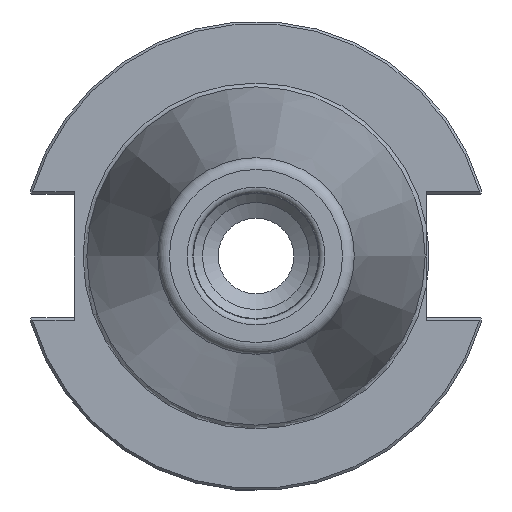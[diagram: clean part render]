
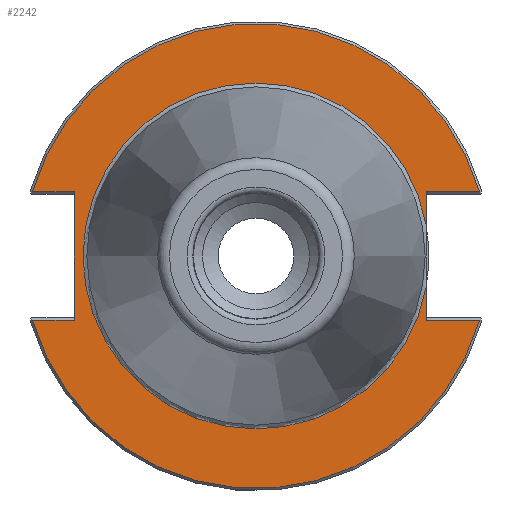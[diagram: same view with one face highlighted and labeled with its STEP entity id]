
A CAD part, left-side view. The second image highlights one B-rep face of the part: STEP entity #2242.
In plain terms, the highlighted planar face has unit normal (-1, 0, 0).
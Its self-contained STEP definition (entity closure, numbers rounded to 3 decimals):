
#134=PLANE('',#2432);
#220=FACE_OUTER_BOUND('',#343,.T.);
#343=EDGE_LOOP('',(#1638,#1639,#1640,#1641,#1642,#1643,#1644,#1645,#1646,
#1647,#1648));
#476=LINE('',#3554,#602);
#479=LINE('',#3613,#605);
#480=LINE('',#3619,#606);
#481=LINE('',#3621,#607);
#482=LINE('',#3625,#608);
#483=LINE('',#3627,#609);
#484=LINE('',#3628,#610);
#602=VECTOR('',#2809,10.);
#605=VECTOR('',#2828,10.);
#606=VECTOR('',#2833,10.);
#607=VECTOR('',#2834,10.);
#608=VECTOR('',#2837,10.);
#609=VECTOR('',#2838,10.);
#610=VECTOR('',#2839,10.);
#744=CIRCLE('',#2430,48.25);
#746=CIRCLE('',#2433,35.9);
#747=CIRCLE('',#2434,35.9);
#748=CIRCLE('',#2435,48.25);
#931=VERTEX_POINT('',#3551);
#932=VERTEX_POINT('',#3553);
#940=VERTEX_POINT('',#3600);
#943=VERTEX_POINT('',#3612);
#944=VERTEX_POINT('',#3614);
#945=VERTEX_POINT('',#3616);
#946=VERTEX_POINT('',#3618);
#947=VERTEX_POINT('',#3620);
#948=VERTEX_POINT('',#3622);
#949=VERTEX_POINT('',#3624);
#950=VERTEX_POINT('',#3626);
#1202=EDGE_CURVE('',#931,#932,#476,.T.);
#1214=EDGE_CURVE('',#932,#940,#744,.T.);
#1218=EDGE_CURVE('',#931,#943,#479,.T.);
#1219=EDGE_CURVE('',#943,#944,#746,.T.);
#1220=EDGE_CURVE('',#944,#945,#747,.T.);
#1221=EDGE_CURVE('',#945,#946,#480,.T.);
#1222=EDGE_CURVE('',#947,#946,#481,.T.);
#1223=EDGE_CURVE('',#948,#947,#748,.T.);
#1224=EDGE_CURVE('',#949,#948,#482,.T.);
#1225=EDGE_CURVE('',#949,#950,#483,.T.);
#1226=EDGE_CURVE('',#940,#950,#484,.T.);
#1638=ORIENTED_EDGE('',*,*,#1202,.F.);
#1639=ORIENTED_EDGE('',*,*,#1218,.T.);
#1640=ORIENTED_EDGE('',*,*,#1219,.T.);
#1641=ORIENTED_EDGE('',*,*,#1220,.T.);
#1642=ORIENTED_EDGE('',*,*,#1221,.T.);
#1643=ORIENTED_EDGE('',*,*,#1222,.F.);
#1644=ORIENTED_EDGE('',*,*,#1223,.F.);
#1645=ORIENTED_EDGE('',*,*,#1224,.F.);
#1646=ORIENTED_EDGE('',*,*,#1225,.T.);
#1647=ORIENTED_EDGE('',*,*,#1226,.F.);
#1648=ORIENTED_EDGE('',*,*,#1214,.F.);
#2242=ADVANCED_FACE('',(#220),#134,.T.);
#2430=AXIS2_PLACEMENT_3D('',#3601,#2822,#2823);
#2432=AXIS2_PLACEMENT_3D('',#3611,#2826,#2827);
#2433=AXIS2_PLACEMENT_3D('',#3615,#2829,#2830);
#2434=AXIS2_PLACEMENT_3D('',#3617,#2831,#2832);
#2435=AXIS2_PLACEMENT_3D('',#3623,#2835,#2836);
#2809=DIRECTION('',(0.,-1.,0.));
#2822=DIRECTION('center_axis',(1.,0.,0.));
#2823=DIRECTION('ref_axis',(0.,0.,-1.));
#2826=DIRECTION('center_axis',(-1.,0.,0.));
#2827=DIRECTION('ref_axis',(0.,0.,1.));
#2828=DIRECTION('',(0.,0.,1.));
#2829=DIRECTION('center_axis',(1.,0.,0.));
#2830=DIRECTION('ref_axis',(0.,0.,-1.));
#2831=DIRECTION('center_axis',(1.,0.,0.));
#2832=DIRECTION('ref_axis',(0.,0.,-1.));
#2833=DIRECTION('',(0.,0.,1.));
#2834=DIRECTION('',(0.,1.,0.));
#2835=DIRECTION('center_axis',(1.,0.,0.));
#2836=DIRECTION('ref_axis',(0.,0.,-1.));
#2837=DIRECTION('',(0.,1.,0.));
#2838=DIRECTION('',(0.,0.,-1.));
#2839=DIRECTION('',(0.,-1.,0.));
#3551=CARTESIAN_POINT('',(3.175,-35.3,-13.325));
#3553=CARTESIAN_POINT('',(3.175,-46.373,-13.325));
#3554=CARTESIAN_POINT('',(3.175,-13.707,-13.325));
#3600=CARTESIAN_POINT('',(3.175,46.373,-13.325));
#3601=CARTESIAN_POINT('Origin',(3.175,0.,
0.));
#3611=CARTESIAN_POINT('Origin',(3.175,48.25,0.));
#3612=CARTESIAN_POINT('',(3.175,-35.3,-6.536));
#3613=CARTESIAN_POINT('',(3.175,-35.3,-6.413));
#3614=CARTESIAN_POINT('',(3.175,0.,35.9));
#3615=CARTESIAN_POINT('Origin',(3.175,0.,
0.));
#3616=CARTESIAN_POINT('',(3.175,-35.3,6.536));
#3617=CARTESIAN_POINT('Origin',(3.175,0.,
0.));
#3618=CARTESIAN_POINT('',(3.175,-35.3,13.325));
#3619=CARTESIAN_POINT('',(3.175,-35.3,-6.413));
#3620=CARTESIAN_POINT('',(3.175,-46.373,13.325));
#3621=CARTESIAN_POINT('',(3.175,6.475,13.325));
#3622=CARTESIAN_POINT('',(3.175,46.373,13.325));
#3623=CARTESIAN_POINT('Origin',(3.175,0.,
0.));
#3624=CARTESIAN_POINT('',(3.175,37.7,13.325));
#3625=CARTESIAN_POINT('',(3.175,61.395,13.325));
#3626=CARTESIAN_POINT('',(3.175,37.7,-13.325));
#3627=CARTESIAN_POINT('',(3.175,37.7,6.413));
#3628=CARTESIAN_POINT('',(3.175,42.975,-13.325));
